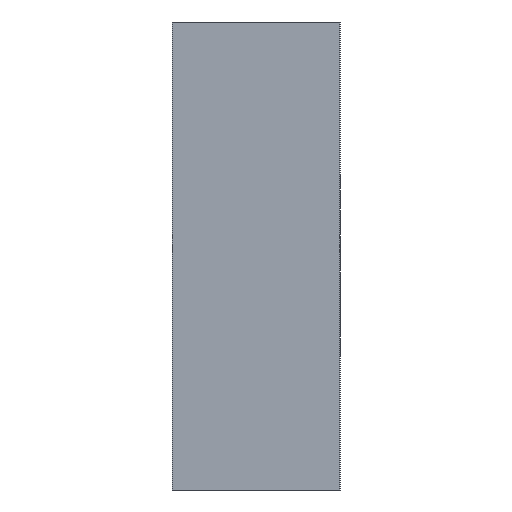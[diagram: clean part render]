
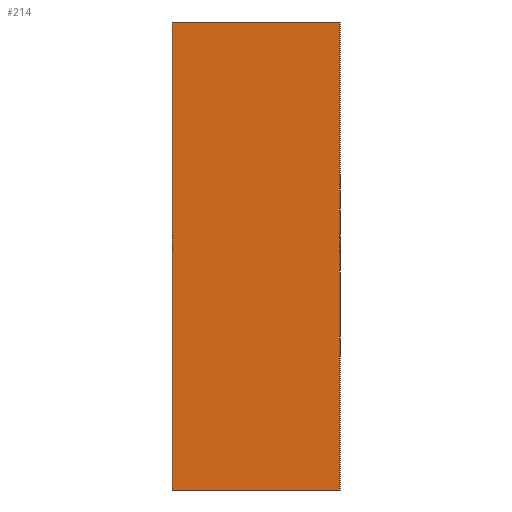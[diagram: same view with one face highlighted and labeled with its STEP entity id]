
A CAD part, left-side view. The second image highlights one B-rep face of the part: STEP entity #214.
In plain terms, the highlighted planar face has unit normal (-1, 0, 0).
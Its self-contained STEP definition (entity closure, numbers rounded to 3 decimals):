
#25=PLANE('',#256);
#38=FACE_OUTER_BOUND('',#54,.T.);
#54=EDGE_LOOP('',(#177,#178,#179,#180));
#64=LINE('',#356,#80);
#72=LINE('',#371,#88);
#73=LINE('',#373,#89);
#74=LINE('',#374,#90);
#80=VECTOR('',#300,10.);
#88=VECTOR('',#312,10.);
#89=VECTOR('',#315,10.);
#90=VECTOR('',#316,10.);
#109=VERTEX_POINT('',#352);
#111=VERTEX_POINT('',#355);
#115=VERTEX_POINT('',#367);
#116=VERTEX_POINT('',#369);
#131=EDGE_CURVE('',#109,#111,#64,.T.);
#139=EDGE_CURVE('',#115,#116,#72,.T.);
#140=EDGE_CURVE('',#115,#109,#73,.T.);
#141=EDGE_CURVE('',#111,#116,#74,.T.);
#177=ORIENTED_EDGE('',*,*,#140,.F.);
#178=ORIENTED_EDGE('',*,*,#139,.T.);
#179=ORIENTED_EDGE('',*,*,#141,.F.);
#180=ORIENTED_EDGE('',*,*,#131,.F.);
#214=ADVANCED_FACE('',(#38),#25,.T.);
#256=AXIS2_PLACEMENT_3D('',#372,#313,#314);
#300=DIRECTION('',(0.,1.,0.));
#312=DIRECTION('',(0.,1.,0.));
#313=DIRECTION('center_axis',(-1.,0.,0.));
#314=DIRECTION('ref_axis',(0.,0.,1.));
#315=DIRECTION('',(0.,0.,-1.));
#316=DIRECTION('',(0.,0.,1.));
#352=CARTESIAN_POINT('',(-5.716,0.,10.694));
#355=CARTESIAN_POINT('',(-5.716,2.8,10.694));
#356=CARTESIAN_POINT('',(-5.716,0.,10.694));
#367=CARTESIAN_POINT('',(-5.716,0.,18.494));
#369=CARTESIAN_POINT('',(-5.716,2.8,18.494));
#371=CARTESIAN_POINT('',(-5.716,0.,18.494));
#372=CARTESIAN_POINT('Origin',(-5.716,0.,10.694));
#373=CARTESIAN_POINT('',(-5.716,0.,18.494));
#374=CARTESIAN_POINT('',(-5.716,2.8,18.494));
